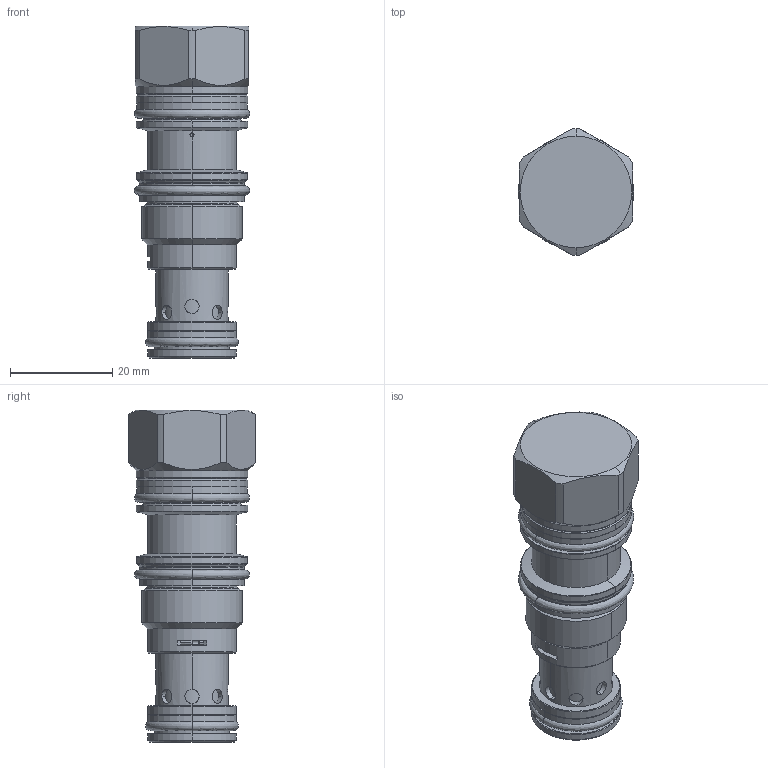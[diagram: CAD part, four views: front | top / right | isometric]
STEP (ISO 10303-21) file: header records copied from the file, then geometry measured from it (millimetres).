
FILE_DESCRIPTION((''),'2;1');
FILE_NAME('LRDCXHN_SW','2024-05-09T16:28:57',('SigMax'),(''),'CREO PARAMETRIC BY PTC INC, 2021072','CREO PARAMETRIC BY PTC INC, 2021072','');
FILE_SCHEMA(('AUTOMOTIVE_DESIGN { 1 0 10303 214 1 1 1 1 }'));
Length unit declared in the file: inch
Products named in the file (1): LRDCXHN_SW
Bounding box: 22.55 x 24.84 x 65.05 mm (x, y, z)
Volume: 18420 mm3; surface area: 9175.5 mm2
Topology: 4 solids, 5 shells, 219 faces, 501 edges, 305 vertices
Faces by surface type: cylinder 95, cone 41, torus 39, plane 32, revolution 12
Entity records: 9435 total; most frequent: CARTESIAN_POINT 2743, DIRECTION 1109, ORIENTED_EDGE 1002, EDGE_CURVE 501, AXIS2_PLACEMENT_3D 480, VERTEX_POINT 305, CIRCLE 273, EDGE_LOOP 246
